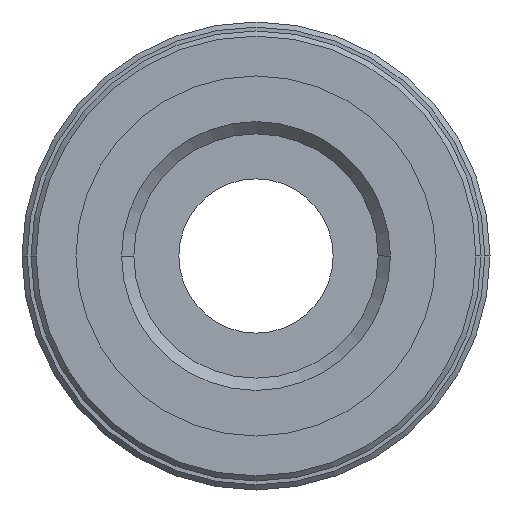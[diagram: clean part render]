
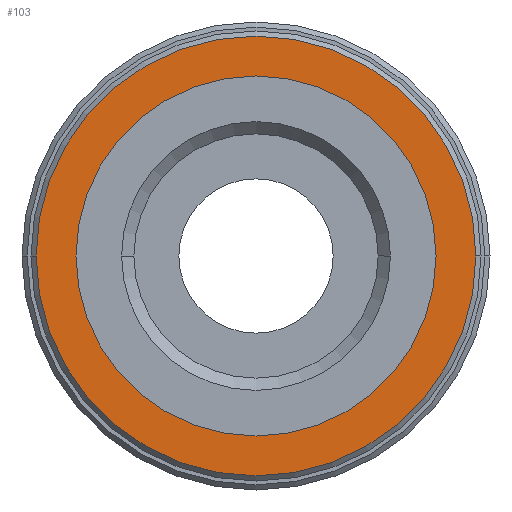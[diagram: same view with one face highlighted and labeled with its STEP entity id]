
A CAD part, front view. The second image highlights one B-rep face of the part: STEP entity #103.
In plain terms, the highlighted planar face has unit normal (0, -1, 0).
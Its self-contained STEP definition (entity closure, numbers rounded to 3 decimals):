
#103=ADVANCED_FACE('',(#248,#249),#250,.T.);
#248=FACE_BOUND('',#435,.T.);
#249=FACE_OUTER_BOUND('',#436,.T.);
#250=PLANE('',#437);
#435=EDGE_LOOP('',(#673,#674));
#436=EDGE_LOOP('',(#675,#676));
#437=AXIS2_PLACEMENT_3D('',#677,#678,#679);
#673=ORIENTED_EDGE('',*,*,#1109,.T.);
#674=ORIENTED_EDGE('',*,*,#1110,.T.);
#675=ORIENTED_EDGE('',*,*,#1111,.F.);
#676=ORIENTED_EDGE('',*,*,#1112,.F.);
#677=CARTESIAN_POINT('',(-4.275,0.1,0.));
#678=DIRECTION('',(0.,-1.0,0.));
#679=DIRECTION('',(1.0,0.,0.));
#1109=EDGE_CURVE('',#1327,#1328,#1329,.T.);
#1110=EDGE_CURVE('',#1328,#1327,#1330,.T.);
#1111=EDGE_CURVE('',#1331,#1332,#1333,.T.);
#1112=EDGE_CURVE('',#1332,#1331,#1334,.T.);
#1327=VERTEX_POINT('',#1590);
#1328=VERTEX_POINT('',#1591);
#1329=CIRCLE('',#1592,7.0);
#1330=CIRCLE('',#1593,7.0);
#1331=VERTEX_POINT('',#1594);
#1332=VERTEX_POINT('',#1595);
#1333=CIRCLE('',#1596,8.55);
#1334=CIRCLE('',#1597,8.55);
#1590=CARTESIAN_POINT('',(7.0,0.1,0.0));
#1591=CARTESIAN_POINT('',(-7.0,0.1,0.));
#1592=AXIS2_PLACEMENT_3D('',#1896,#1897,#1898);
#1593=AXIS2_PLACEMENT_3D('',#1899,#1900,#1901);
#1594=CARTESIAN_POINT('',(-8.55,0.1,0.));
#1595=CARTESIAN_POINT('',(8.55,0.1,0.));
#1596=AXIS2_PLACEMENT_3D('',#1902,#1903,#1904);
#1597=AXIS2_PLACEMENT_3D('',#1905,#1906,#1907);
#1896=CARTESIAN_POINT('',(0.0,0.1,0.0));
#1897=DIRECTION('',(0.,1.0,0.));
#1898=DIRECTION('',(-1.0,0.,0.));
#1899=CARTESIAN_POINT('',(0.0,0.1,0.0));
#1900=DIRECTION('',(0.,1.0,0.));
#1901=DIRECTION('',(-1.0,0.,0.));
#1902=CARTESIAN_POINT('',(0.0,0.1,0.0));
#1903=DIRECTION('',(0.0,1.0,0.0));
#1904=DIRECTION('',(-1.0,0.0,0.));
#1905=CARTESIAN_POINT('',(0.0,0.1,0.0));
#1906=DIRECTION('',(0.0,1.0,0.0));
#1907=DIRECTION('',(-1.0,0.0,0.));
